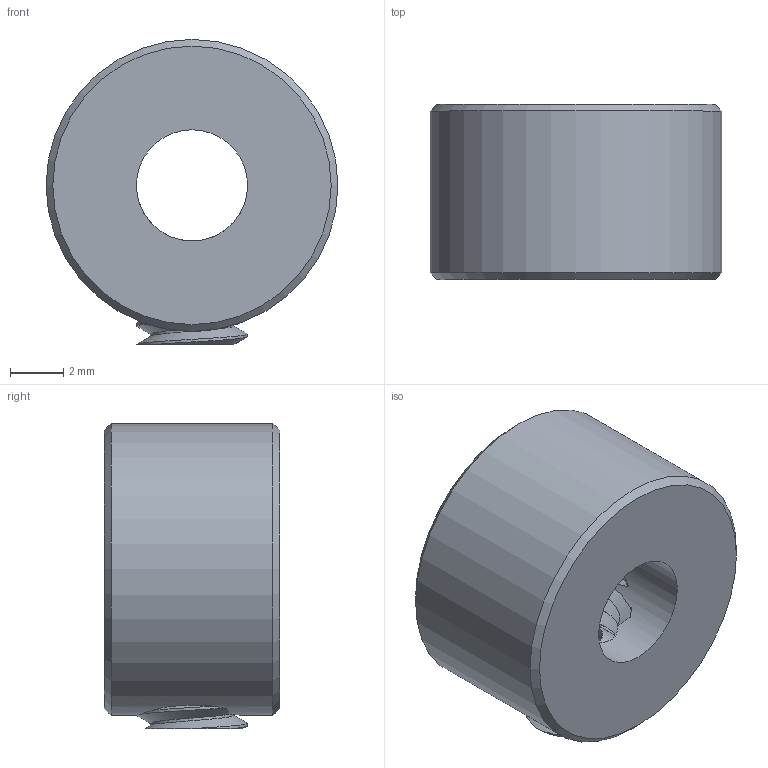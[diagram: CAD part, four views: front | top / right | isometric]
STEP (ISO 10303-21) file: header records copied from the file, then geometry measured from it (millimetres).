
FILE_DESCRIPTION(/* description */ ('STEP AP242','CAx-IF Rec.Pracs.---Representation and Presentation of Product Manufacturing Information (PMI)---4.0---2014-10-13','CAx-IF Rec.Pracs.---3D Tessellated Geometry---0.4---2014-09-14','2;1'),/* implementation_level */ '2;1');
FILE_NAME(/* name */ 'leg - Shaft Collar (276-2010)',/* time_stamp */ '2024-10-29T02:26:10Z',/* author */ (''),/* organization */ (''),/* preprocessor_version */ 'ST-DEVELOPER v20',/* originating_system */ ' ',/* authorisation */ ' ');
FILE_SCHEMA (('AP242_MANAGED_MODEL_BASED_3D_ENGINEERING_MIM_LF { 1 0 10303 442 1 1 4 }'));
Length unit declared in the file: metre
Products named in the file (1): Shaft Collar (276-2010)
Bounding box: 11 x 6.6 x 11.5 mm (x, y, z)
Volume: 516.2 mm3; surface area: 586.7 mm2
Topology: 1 solids, 1 shells, 58 faces, 173 edges, 114 vertices
Faces by surface type: cylinder 25, bspline 17, cone 11, plane 4, sphere 1
Full cylindrical faces by diameter (mm): 4.191 x1, 11 x1
Entity records: 3668 total; most frequent: CARTESIAN_POINT 2282, ORIENTED_EDGE 310, EDGE_CURVE 155, DIRECTION 129, B_SPLINE_CURVE_WITH_KNOTS 116, VERTEX_POINT 107, FACE_BOUND 70, EDGE_LOOP 69
